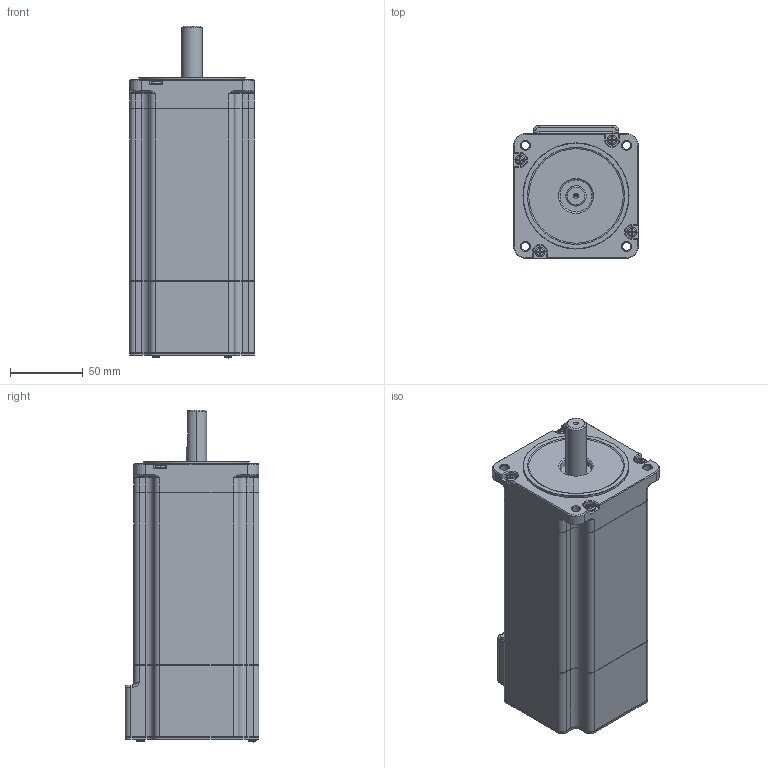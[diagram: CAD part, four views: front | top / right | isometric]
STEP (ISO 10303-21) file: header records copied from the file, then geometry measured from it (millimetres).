
FILE_DESCRIPTION(('Creo Elements/Direct Modeling STEP Export'),'2;1');
FILE_NAME('TS3684N313_319.stp','2014-07-24T13:23:21',(''),(''),'Creo Elements/Direct Modeling STEP processor for AP203 (Solid Model)','Creo Elements/Direct Modeling 17.0F 20-Aug-2012 (C) Parametric Technology GmbH','');
FILE_SCHEMA(('CONFIG_CONTROL_DESIGN'));
Length unit declared in the file: millimetre
Products named in the file (8): Skin_Group1; Skin_Group2; Skin_Group3; Skin_Group4; Skin_Group5; Skin_Group6; Skin_Group7; Skin_Group8
Bounding box: 86 x 92.05 x 228.45 mm (x, y, z)
Volume: 1153722.1 mm3; surface area: 110632.7 mm2
Topology: 8 solids, 8 shells, 824 faces, 2096 edges, 1335 vertices
Faces by surface type: plane 360, cylinder 261, cone 113, torus 42, bspline 26, sphere 22
Entity records: 33289 total; most frequent: CARTESIAN_POINT 6321, ORIENTED_EDGE 4156, DIRECTION 4059, EDGE_CURVE 2078, AXIS2_PLACEMENT_3D 1492, VERTEX_POINT 1335, VECTOR 1075, LINE 1075
